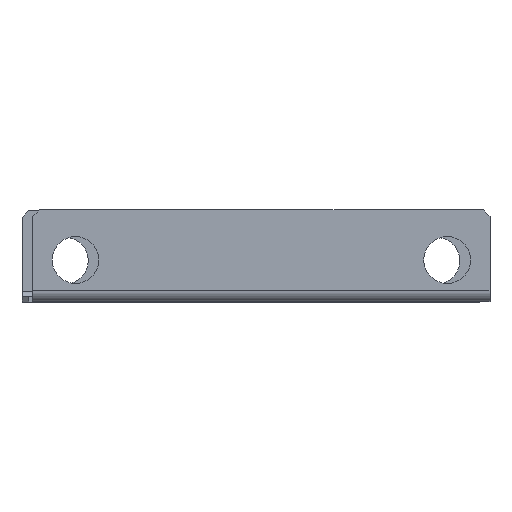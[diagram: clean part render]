
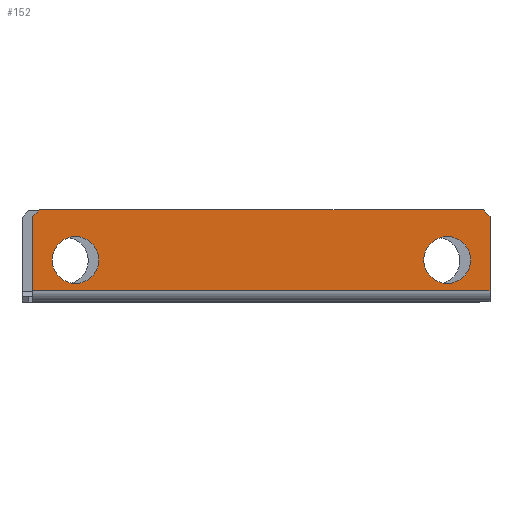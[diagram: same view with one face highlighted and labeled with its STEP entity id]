
A CAD part, top view. The second image highlights one B-rep face of the part: STEP entity #152.
In plain terms, the highlighted planar face has unit normal (0, 0, 1).
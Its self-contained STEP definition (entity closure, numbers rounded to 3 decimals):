
#152=ADVANCED_FACE('',(#308,#309,#310),#311,.T.);
#308=FACE_BOUND('',#496,.T.);
#309=FACE_BOUND('',#497,.T.);
#310=FACE_OUTER_BOUND('',#498,.T.);
#311=PLANE('',#499);
#496=EDGE_LOOP('',(#732,#733));
#497=EDGE_LOOP('',(#734,#735));
#498=EDGE_LOOP('',(#736,#737,#738,#739,#740,#741));
#499=AXIS2_PLACEMENT_3D('',#742,#743,#744);
#732=ORIENTED_EDGE('',*,*,#1143,.T.);
#733=ORIENTED_EDGE('',*,*,#1186,.T.);
#734=ORIENTED_EDGE('',*,*,#1138,.T.);
#735=ORIENTED_EDGE('',*,*,#1187,.T.);
#736=ORIENTED_EDGE('',*,*,#1180,.T.);
#737=ORIENTED_EDGE('',*,*,#1188,.T.);
#738=ORIENTED_EDGE('',*,*,#1189,.F.);
#739=ORIENTED_EDGE('',*,*,#1190,.F.);
#740=ORIENTED_EDGE('',*,*,#1191,.T.);
#741=ORIENTED_EDGE('',*,*,#1182,.T.);
#742=CARTESIAN_POINT('',(350.0,38.25,300.0));
#743=DIRECTION('',(-0.0,0.0,1.0));
#744=DIRECTION('',(0.0,1.0,0.0));
#1138=EDGE_CURVE('',#1334,#1338,#1340,.T.);
#1143=EDGE_CURVE('',#1343,#1347,#1349,.T.);
#1180=EDGE_CURVE('',#1400,#1404,#1406,.T.);
#1182=EDGE_CURVE('',#1408,#1400,#1409,.T.);
#1186=EDGE_CURVE('',#1347,#1343,#1414,.T.);
#1187=EDGE_CURVE('',#1338,#1334,#1415,.T.);
#1188=EDGE_CURVE('',#1404,#1416,#1417,.T.);
#1189=EDGE_CURVE('',#1418,#1416,#1419,.T.);
#1190=EDGE_CURVE('',#1420,#1418,#1421,.T.);
#1191=EDGE_CURVE('',#1420,#1408,#1422,.T.);
#1334=VERTEX_POINT('',#1628);
#1338=VERTEX_POINT('',#1633);
#1340=CIRCLE('',#1636,17.5);
#1343=VERTEX_POINT('',#1639);
#1347=VERTEX_POINT('',#1644);
#1349=CIRCLE('',#1647,17.5);
#1400=VERTEX_POINT('',#1722);
#1404=VERTEX_POINT('',#1728);
#1406=LINE('',#1731,#1732);
#1408=VERTEX_POINT('',#1734);
#1409=LINE('',#1735,#1736);
#1414=CIRCLE('',#1743,17.5);
#1415=CIRCLE('',#1744,17.5);
#1416=VERTEX_POINT('',#1745);
#1417=LINE('',#1746,#1747);
#1418=VERTEX_POINT('',#1748);
#1419=LINE('',#1749,#1750);
#1420=VERTEX_POINT('',#1751);
#1421=LINE('',#1752,#1753);
#1422=LINE('',#1754,#1755);
#1628=CARTESIAN_POINT('',(300.5,31.0,300.0));
#1633=CARTESIAN_POINT('',(335.5,31.0,300.0));
#1636=AXIS2_PLACEMENT_3D('',#2045,#2046,#2047);
#1639=CARTESIAN_POINT('',(22.5,31.0,300.0));
#1644=CARTESIAN_POINT('',(57.5,31.0,300.0));
#1647=AXIS2_PLACEMENT_3D('',#2053,#2054,#2055);
#1722=CARTESIAN_POINT('',(13.0,68.5,300.0));
#1728=CARTESIAN_POINT('',(8.0,63.5,300.0));
#1731=CARTESIAN_POINT('',(88.955,144.455,300.0));
#1732=VECTOR('',#2083,1.0);
#1734=CARTESIAN_POINT('',(345.0,68.5,300.0));
#1735=CARTESIAN_POINT('',(350.0,68.5,300.0));
#1736=VECTOR('',#2084,1.0);
#1743=AXIS2_PLACEMENT_3D('',#2087,#2088,#2089);
#1744=AXIS2_PLACEMENT_3D('',#2090,#2091,#2092);
#1745=CARTESIAN_POINT('',(8.0,8.0,300.0));
#1746=CARTESIAN_POINT('',(8.0,68.5,300.0));
#1747=VECTOR('',#2093,1.0);
#1748=CARTESIAN_POINT('',(350.0,8.0,300.0));
#1749=CARTESIAN_POINT('',(350.0,8.0,300.0));
#1750=VECTOR('',#2094,1.0);
#1751=CARTESIAN_POINT('',(350.0,63.5,300.0));
#1752=CARTESIAN_POINT('',(350.0,68.5,300.0));
#1753=VECTOR('',#2095,1.0);
#1754=CARTESIAN_POINT('',(354.545,58.955,300.0));
#1755=VECTOR('',#2096,1.0);
#2045=CARTESIAN_POINT('',(318.0,31.0,300.0));
#2046=DIRECTION('',(0.0,0.0,-1.0));
#2047=DIRECTION('',(-1.0,0.0,0.0));
#2053=CARTESIAN_POINT('',(40.0,31.0,300.0));
#2054=DIRECTION('',(0.0,0.0,-1.0));
#2055=DIRECTION('',(-1.0,0.0,0.0));
#2083=DIRECTION('',(-0.707,-0.707,0.0));
#2084=DIRECTION('',(-1.0,0.0,0.0));
#2087=CARTESIAN_POINT('',(40.0,31.0,300.0));
#2088=DIRECTION('',(0.0,0.0,-1.0));
#2089=DIRECTION('',(-1.0,0.0,0.0));
#2090=CARTESIAN_POINT('',(318.0,31.0,300.0));
#2091=DIRECTION('',(0.0,0.0,-1.0));
#2092=DIRECTION('',(-1.0,0.0,0.0));
#2093=DIRECTION('',(0.0,-1.0,0.0));
#2094=DIRECTION('',(-1.0,0.0,0.0));
#2095=DIRECTION('',(0.0,-1.0,0.0));
#2096=DIRECTION('',(-0.707,0.707,-0.0));
